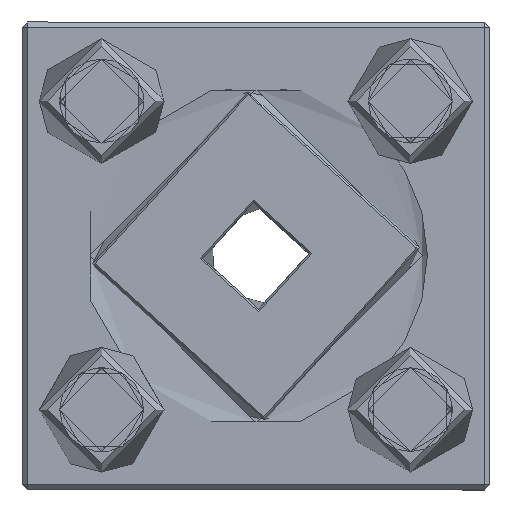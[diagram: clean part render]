
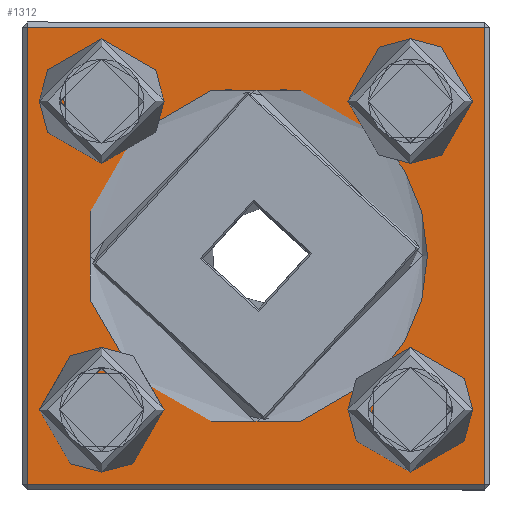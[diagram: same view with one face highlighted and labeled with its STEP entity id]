
A CAD part, top view. The second image highlights one B-rep face of the part: STEP entity #1312.
In plain terms, the highlighted face is planar.
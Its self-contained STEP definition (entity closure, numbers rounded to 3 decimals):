
#1312 = ADVANCED_FACE('',(#1313,#1347,#1367,#1387,#1407,#1427),#1466,.T.
  );
#1313 = FACE_BOUND('',#1314,.T.);
#1314 = EDGE_LOOP('',(#1315,#1325,#1333,#1341));
#1315 = ORIENTED_EDGE('',*,*,#1316,.T.);
#1316 = EDGE_CURVE('',#1317,#1319,#1321,.T.);
#1317 = VERTEX_POINT('',#1318);
#1318 = CARTESIAN_POINT('',(44.,-44.,0.));
#1319 = VERTEX_POINT('',#1320);
#1320 = CARTESIAN_POINT('',(-44.,-44.,0.));
#1321 = LINE('',#1322,#1323);
#1322 = CARTESIAN_POINT('',(0.,-44.,0.));
#1323 = VECTOR('',#1324,1.);
#1324 = DIRECTION('',(-1.,0.,0.));
#1325 = ORIENTED_EDGE('',*,*,#1326,.T.);
#1326 = EDGE_CURVE('',#1319,#1327,#1329,.T.);
#1327 = VERTEX_POINT('',#1328);
#1328 = CARTESIAN_POINT('',(-44.,44.,0.));
#1329 = LINE('',#1330,#1331);
#1330 = CARTESIAN_POINT('',(-44.,0.,0.));
#1331 = VECTOR('',#1332,1.);
#1332 = DIRECTION('',(0.,1.,0.));
#1333 = ORIENTED_EDGE('',*,*,#1334,.T.);
#1334 = EDGE_CURVE('',#1327,#1335,#1337,.T.);
#1335 = VERTEX_POINT('',#1336);
#1336 = CARTESIAN_POINT('',(44.,44.,0.));
#1337 = LINE('',#1338,#1339);
#1338 = CARTESIAN_POINT('',(0.,44.,0.));
#1339 = VECTOR('',#1340,1.);
#1340 = DIRECTION('',(1.,0.,0.));
#1341 = ORIENTED_EDGE('',*,*,#1342,.T.);
#1342 = EDGE_CURVE('',#1335,#1317,#1343,.T.);
#1343 = LINE('',#1344,#1345);
#1344 = CARTESIAN_POINT('',(44.,0.,0.));
#1345 = VECTOR('',#1346,1.);
#1346 = DIRECTION('',(0.,-1.,0.));
#1347 = FACE_BOUND('',#1348,.T.);
#1348 = EDGE_LOOP('',(#1349,#1360));
#1349 = ORIENTED_EDGE('',*,*,#1350,.T.);
#1350 = EDGE_CURVE('',#1351,#1353,#1355,.T.);
#1351 = VERTEX_POINT('',#1352);
#1352 = CARTESIAN_POINT('',(-23.335,-23.335,0.));
#1353 = VERTEX_POINT('',#1354);
#1354 = CARTESIAN_POINT('',(-38.698,-29.698,
    0.));
#1355 = CIRCLE('',#1356,9.);
#1356 = AXIS2_PLACEMENT_3D('',#1357,#1358,#1359);
#1357 = CARTESIAN_POINT('',(-29.698,-29.698,0.));
#1358 = DIRECTION('',(0.,0.,1.));
#1359 = DIRECTION('',(-1.,0.,0.));
#1360 = ORIENTED_EDGE('',*,*,#1361,.T.);
#1361 = EDGE_CURVE('',#1353,#1351,#1362,.T.);
#1362 = CIRCLE('',#1363,9.);
#1363 = AXIS2_PLACEMENT_3D('',#1364,#1365,#1366);
#1364 = CARTESIAN_POINT('',(-29.698,-29.698,0.));
#1365 = DIRECTION('',(0.,0.,1.));
#1366 = DIRECTION('',(-1.,0.,0.));
#1367 = FACE_BOUND('',#1368,.T.);
#1368 = EDGE_LOOP('',(#1369,#1380));
#1369 = ORIENTED_EDGE('',*,*,#1370,.T.);
#1370 = EDGE_CURVE('',#1371,#1373,#1375,.T.);
#1371 = VERTEX_POINT('',#1372);
#1372 = CARTESIAN_POINT('',(23.335,-23.335,0.));
#1373 = VERTEX_POINT('',#1374);
#1374 = CARTESIAN_POINT('',(20.698,-29.698,
    0.));
#1375 = CIRCLE('',#1376,9.);
#1376 = AXIS2_PLACEMENT_3D('',#1377,#1378,#1379);
#1377 = CARTESIAN_POINT('',(29.698,-29.698,0.));
#1378 = DIRECTION('',(0.,0.,1.));
#1379 = DIRECTION('',(-1.,0.,0.));
#1380 = ORIENTED_EDGE('',*,*,#1381,.T.);
#1381 = EDGE_CURVE('',#1373,#1371,#1382,.T.);
#1382 = CIRCLE('',#1383,9.);
#1383 = AXIS2_PLACEMENT_3D('',#1384,#1385,#1386);
#1384 = CARTESIAN_POINT('',(29.698,-29.698,0.));
#1385 = DIRECTION('',(0.,0.,1.));
#1386 = DIRECTION('',(-1.,0.,0.));
#1387 = FACE_BOUND('',#1388,.T.);
#1388 = EDGE_LOOP('',(#1389,#1400));
#1389 = ORIENTED_EDGE('',*,*,#1390,.T.);
#1390 = EDGE_CURVE('',#1391,#1393,#1395,.T.);
#1391 = VERTEX_POINT('',#1392);
#1392 = CARTESIAN_POINT('',(23.335,23.335,0.));
#1393 = VERTEX_POINT('',#1394);
#1394 = CARTESIAN_POINT('',(20.698,29.698,
    0.));
#1395 = CIRCLE('',#1396,9.);
#1396 = AXIS2_PLACEMENT_3D('',#1397,#1398,#1399);
#1397 = CARTESIAN_POINT('',(29.698,29.698,0.));
#1398 = DIRECTION('',(0.,0.,1.));
#1399 = DIRECTION('',(-1.,0.,0.));
#1400 = ORIENTED_EDGE('',*,*,#1401,.T.);
#1401 = EDGE_CURVE('',#1393,#1391,#1402,.T.);
#1402 = CIRCLE('',#1403,9.);
#1403 = AXIS2_PLACEMENT_3D('',#1404,#1405,#1406);
#1404 = CARTESIAN_POINT('',(29.698,29.698,0.));
#1405 = DIRECTION('',(0.,0.,1.));
#1406 = DIRECTION('',(-1.,0.,0.));
#1407 = FACE_BOUND('',#1408,.T.);
#1408 = EDGE_LOOP('',(#1409,#1420));
#1409 = ORIENTED_EDGE('',*,*,#1410,.T.);
#1410 = EDGE_CURVE('',#1411,#1413,#1415,.T.);
#1411 = VERTEX_POINT('',#1412);
#1412 = CARTESIAN_POINT('',(-23.335,23.335,0.));
#1413 = VERTEX_POINT('',#1414);
#1414 = CARTESIAN_POINT('',(-38.698,29.698,
    0.));
#1415 = CIRCLE('',#1416,9.);
#1416 = AXIS2_PLACEMENT_3D('',#1417,#1418,#1419);
#1417 = CARTESIAN_POINT('',(-29.698,29.698,0.));
#1418 = DIRECTION('',(0.,0.,1.));
#1419 = DIRECTION('',(-1.,0.,0.));
#1420 = ORIENTED_EDGE('',*,*,#1421,.T.);
#1421 = EDGE_CURVE('',#1413,#1411,#1422,.T.);
#1422 = CIRCLE('',#1423,9.);
#1423 = AXIS2_PLACEMENT_3D('',#1424,#1425,#1426);
#1424 = CARTESIAN_POINT('',(-29.698,29.698,0.));
#1425 = DIRECTION('',(0.,0.,1.));
#1426 = DIRECTION('',(-1.,0.,0.));
#1427 = FACE_BOUND('',#1428,.T.);
#1428 = EDGE_LOOP('',(#1429,#1438,#1445,#1452,#1459));
#1429 = ORIENTED_EDGE('',*,*,#1430,.T.);
#1430 = EDGE_CURVE('',#1411,#1431,#1433,.T.);
#1431 = VERTEX_POINT('',#1432);
#1432 = CARTESIAN_POINT('',(-33.,0.,
    0.));
#1433 = CIRCLE('',#1434,33.);
#1434 = AXIS2_PLACEMENT_3D('',#1435,#1436,#1437);
#1435 = CARTESIAN_POINT('',(0.,0.,0.));
#1436 = DIRECTION('',(0.,0.,1.));
#1437 = DIRECTION('',(-1.,0.,0.));
#1438 = ORIENTED_EDGE('',*,*,#1439,.T.);
#1439 = EDGE_CURVE('',#1431,#1351,#1440,.T.);
#1440 = CIRCLE('',#1441,33.);
#1441 = AXIS2_PLACEMENT_3D('',#1442,#1443,#1444);
#1442 = CARTESIAN_POINT('',(0.,0.,0.));
#1443 = DIRECTION('',(0.,0.,1.));
#1444 = DIRECTION('',(-1.,0.,0.));
#1445 = ORIENTED_EDGE('',*,*,#1446,.T.);
#1446 = EDGE_CURVE('',#1351,#1371,#1447,.T.);
#1447 = CIRCLE('',#1448,33.);
#1448 = AXIS2_PLACEMENT_3D('',#1449,#1450,#1451);
#1449 = CARTESIAN_POINT('',(0.,0.,0.));
#1450 = DIRECTION('',(0.,0.,1.));
#1451 = DIRECTION('',(-1.,0.,0.));
#1452 = ORIENTED_EDGE('',*,*,#1453,.T.);
#1453 = EDGE_CURVE('',#1371,#1391,#1454,.T.);
#1454 = CIRCLE('',#1455,33.);
#1455 = AXIS2_PLACEMENT_3D('',#1456,#1457,#1458);
#1456 = CARTESIAN_POINT('',(0.,0.,0.));
#1457 = DIRECTION('',(0.,0.,1.));
#1458 = DIRECTION('',(-1.,0.,0.));
#1459 = ORIENTED_EDGE('',*,*,#1460,.T.);
#1460 = EDGE_CURVE('',#1391,#1411,#1461,.T.);
#1461 = CIRCLE('',#1462,33.);
#1462 = AXIS2_PLACEMENT_3D('',#1463,#1464,#1465);
#1463 = CARTESIAN_POINT('',(0.,0.,0.));
#1464 = DIRECTION('',(0.,0.,1.));
#1465 = DIRECTION('',(-1.,0.,0.));
#1466 = PLANE('',#1467);
#1467 = AXIS2_PLACEMENT_3D('',#1468,#1469,#1470);
#1468 = CARTESIAN_POINT('',(0.,0.,0.));
#1469 = DIRECTION('',(0.,0.,-1.));
#1470 = DIRECTION('',(-1.,0.,0.));
